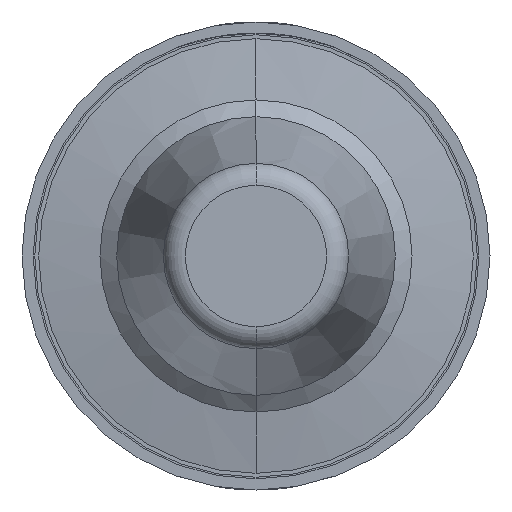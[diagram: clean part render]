
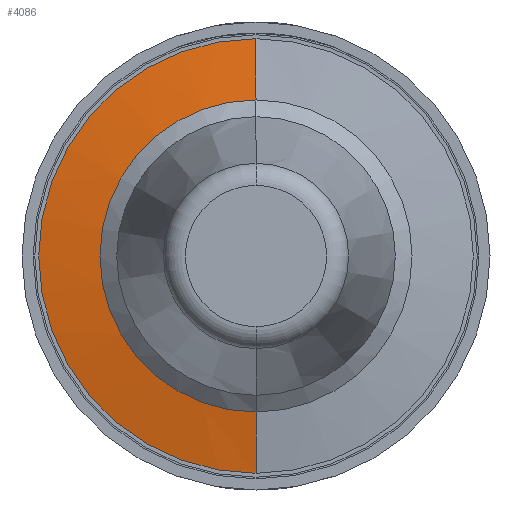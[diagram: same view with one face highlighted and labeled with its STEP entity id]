
A CAD part, front view. The second image highlights one B-rep face of the part: STEP entity #4086.
In plain terms, the highlighted conical face has half-angle 80.134 degrees and reference radius 0.8 mm.
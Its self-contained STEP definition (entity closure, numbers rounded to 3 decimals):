
#84 = CARTESIAN_POINT ( 'NONE',  ( 0., -41.586, 0.883 ) ) ;
#723 = CARTESIAN_POINT ( 'NONE',  ( 0., -41.586, -0.883 ) ) ;
#953 = CIRCLE ( 'NONE', #2769, 0.883 ) ;
#1230 = DIRECTION ( 'NONE',  ( 0., 1., 0. ) ) ;
#1579 = LINE ( 'NONE', #2225, #2746 ) ;
#1669 = CARTESIAN_POINT ( 'NONE',  ( 0., -41.6, 0. ) ) ;
#1713 = EDGE_CURVE ( 'Defeature ausgef�hrt1_25+Defeature ausgef�hrt1_26+Defeature ausgef�hrt1_26+Defeature ausgef�hrt1_26', #3518, #2461, #3567, .T. ) ;
#1831 = EDGE_CURVE ( 'NONE', #4048, #2461, #1579, .T. ) ;
#1848 = EDGE_CURVE ( 'Defeature ausgef�hrt1_26+Defeature ausgef�hrt1_22+Defeature ausgef�hrt1_22+Defeature ausgef�hrt1_22', #2684, #4048, #953, .T. ) ;
#2021 = ORIENTED_EDGE ( 'NONE', *, *, #1831, .T. ) ;
#2138 = CARTESIAN_POINT ( 'NONE',  ( 0., -41.4, 0. ) ) ;
#2225 = CARTESIAN_POINT ( 'NONE',  ( 0., -41.6, 0.8 ) ) ;
#2461 = VERTEX_POINT ( 'NONE', #4914 ) ;
#2469 = FACE_OUTER_BOUND ( 'NONE', #2768, .T. ) ;
#2684 = VERTEX_POINT ( 'NONE', #723 ) ;
#2746 = VECTOR ( 'NONE', #5450, 1000. ) ;
#2768 = EDGE_LOOP ( 'NONE', ( #4479, #2021, #5083, #6281 ) ) ;
#2769 = AXIS2_PLACEMENT_3D ( 'NONE', #5211, #5232, #5694 ) ;
#3050 = DIRECTION ( 'NONE',  ( 0., 1., 0. ) ) ;
#3127 = EDGE_CURVE ( 'NONE', #2684, #3518, #4445, .T. ) ;
#3518 = VERTEX_POINT ( 'NONE', #5921 ) ;
#3567 = CIRCLE ( 'NONE', #5209, 1.95 ) ;
#3692 = DIRECTION ( 'NONE',  ( 0., 0.171, -0.985 ) ) ;
#3918 = VECTOR ( 'NONE', #3692, 1000. ) ;
#4048 = VERTEX_POINT ( 'NONE', #84 ) ;
#4086 = ADVANCED_FACE ( 'Defeature ausgef�hrt1_26', ( #2469 ), #5536, .T. ) ;
#4445 = LINE ( 'NONE', #4604, #3918 ) ;
#4479 = ORIENTED_EDGE ( 'NONE', *, *, #1848, .T. ) ;
#4604 = CARTESIAN_POINT ( 'NONE',  ( 0., -41.6, -0.8 ) ) ;
#4914 = CARTESIAN_POINT ( 'NONE',  ( 0., -41.4, 1.95 ) ) ;
#5079 = AXIS2_PLACEMENT_3D ( 'NONE', #1669, #1230, #6089 ) ;
#5083 = ORIENTED_EDGE ( 'NONE', *, *, #1713, .F. ) ;
#5084 = DIRECTION ( 'NONE',  ( 0., 0., -1. ) ) ;
#5209 = AXIS2_PLACEMENT_3D ( 'NONE', #2138, #3050, #5084 ) ;
#5211 = CARTESIAN_POINT ( 'NONE',  ( 0., -41.586, 0. ) ) ;
#5232 = DIRECTION ( 'NONE',  ( 0., 1., 0. ) ) ;
#5450 = DIRECTION ( 'NONE',  ( 0., 0.171, 0.985 ) ) ;
#5536 = CONICAL_SURFACE ( 'NONE', #5079, 0.8, 1.399 ) ;
#5694 = DIRECTION ( 'NONE',  ( 0., 0., -1. ) ) ;
#5921 = CARTESIAN_POINT ( 'NONE',  ( 0., -41.4, -1.95 ) ) ;
#6089 = DIRECTION ( 'NONE',  ( 0., 0., -1. ) ) ;
#6281 = ORIENTED_EDGE ( 'NONE', *, *, #3127, .F. ) ;
